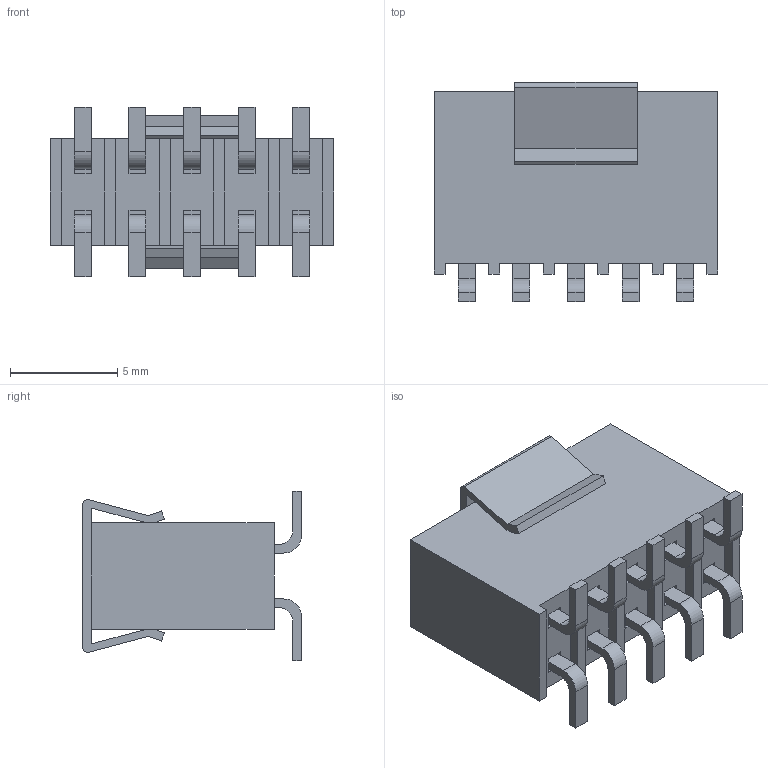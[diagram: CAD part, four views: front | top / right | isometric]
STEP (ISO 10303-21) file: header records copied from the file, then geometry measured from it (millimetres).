
FILE_DESCRIPTION(/* description */ ('STEP AP214'),/* implementation_level */ '2;1');
FILE_NAME(/* name */ 'SSW-105-22-F-D-VS-P-TR',/* time_stamp */ '2024-01-04T17:16:00+01:00',/* author */ ('License CC BY-ND 4.0'),/* organization */ ('CADENAS'),/* preprocessor_version */ 'ST-DEVELOPER v19.3',/* originating_system */ 'PARTsolutions',/* authorisation */ ' ');
FILE_SCHEMA (('AUTOMOTIVE_DESIGN {1 0 10303 214 3 1 1}'));
Length unit declared in the file: inch
Products named in the file (3): SSW-105-22-F-D-VS-P-TR; P2SSW-105-22-F-D-VS; T1SSW-105-22-F-D-VS-P-TR
Assembly tree (2 placements, depth 2):
  SSW-105-22-F-D-VS-P-TR
    P2SSW-105-22-F-D-VS
    T1SSW-105-22-F-D-VS-P-TR
Bounding box: 13.21 x 10.19 x 7.87 mm (x, y, z)
Volume: 531.4 mm3; surface area: 1002.8 mm2
Topology: 2 solids, 2 shells, 188 faces, 522 edges, 344 vertices
Faces by surface type: plane 164, cylinder 24
Entity records: 6036 total; most frequent: CARTESIAN_POINT 1057, ORIENTED_EDGE 1044, DIRECTION 952, EDGE_CURVE 522, LINE 474, VECTOR 474, VERTEX_POINT 344, AXIS2_PLACEMENT_3D 239
